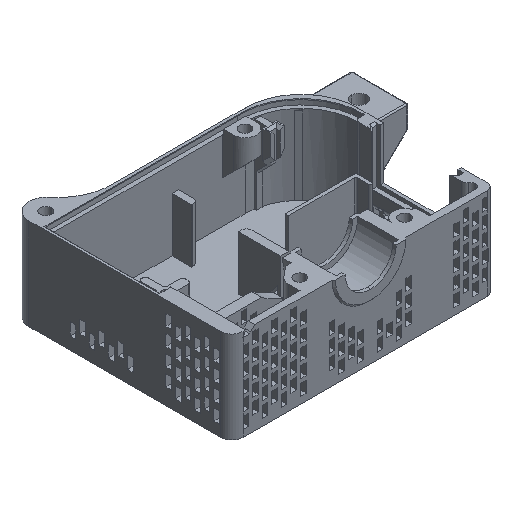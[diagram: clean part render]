
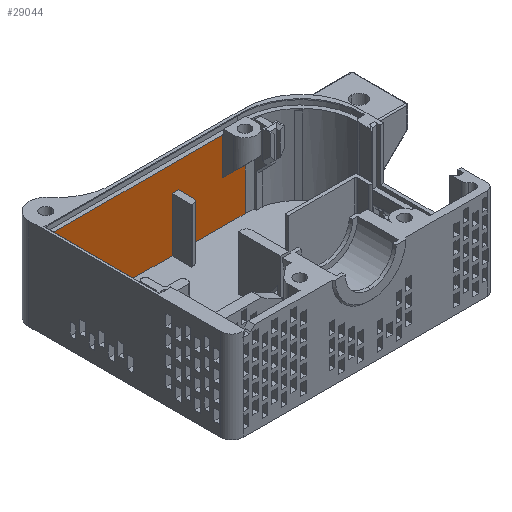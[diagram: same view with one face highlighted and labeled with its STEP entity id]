
A CAD part, isometric view. The second image highlights one B-rep face of the part: STEP entity #29044.
In plain terms, the highlighted planar face has unit normal (0, -1, 0).
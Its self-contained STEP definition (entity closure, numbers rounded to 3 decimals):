
#6 = CARTESIAN_POINT ( 'NONE',  ( 0., 66., -1.9 ) ) ;
#337 = VECTOR ( 'NONE', #7462, 1000. ) ;
#418 = VECTOR ( 'NONE', #24975, 1000. ) ;
#496 = VECTOR ( 'NONE', #2676, 1000. ) ;
#558 = EDGE_CURVE ( 'NONE', #15067, #9054, #30995, .T. ) ;
#754 = EDGE_LOOP ( 'NONE', ( #7781, #5164, #22960, #27590, #17287, #18364, #21975, #18376, #15495, #3544 ) ) ;
#1424 = CARTESIAN_POINT ( 'NONE',  ( -46.3, 66., -30.15 ) ) ;
#1465 = LINE ( 'NONE', #12666, #14684 ) ;
#1759 = CARTESIAN_POINT ( 'NONE',  ( 14., 66., -1.9 ) ) ;
#2565 = LINE ( 'NONE', #16248, #418 ) ;
#2676 = DIRECTION ( 'NONE',  ( 1., 0., 0. ) ) ;
#2680 = EDGE_CURVE ( 'NONE', #4191, #33619, #2565, .T. ) ;
#3465 = DIRECTION ( 'NONE',  ( 0., 0., 1. ) ) ;
#3544 = ORIENTED_EDGE ( 'NONE', *, *, #16852, .F. ) ;
#4191 = VERTEX_POINT ( 'NONE', #16523 ) ;
#4383 = EDGE_CURVE ( 'NONE', #26034, #15639, #8384, .T. ) ;
#5164 = ORIENTED_EDGE ( 'NONE', *, *, #10621, .F. ) ;
#5263 = CARTESIAN_POINT ( 'NONE',  ( 22., 66., -15.15 ) ) ;
#5318 = LINE ( 'NONE', #16308, #14148 ) ;
#5775 = CARTESIAN_POINT ( 'NONE',  ( 14., 66., -15.15 ) ) ;
#5940 = LINE ( 'NONE', #29085, #14121 ) ;
#5994 = FACE_OUTER_BOUND ( 'NONE', #754, .T. ) ;
#6615 = AXIS2_PLACEMENT_3D ( 'NONE', #24928, #36505, #12793 ) ;
#7462 = DIRECTION ( 'NONE',  ( 0., 0., -1. ) ) ;
#7580 = VECTOR ( 'NONE', #22449, 1000. ) ;
#7781 = ORIENTED_EDGE ( 'NONE', *, *, #4383, .F. ) ;
#8384 = LINE ( 'NONE', #6, #496 ) ;
#8423 = LINE ( 'NONE', #14293, #36063 ) ;
#9054 = VERTEX_POINT ( 'NONE', #14945 ) ;
#9251 = EDGE_CURVE ( 'NONE', #15067, #21107, #1465, .T. ) ;
#10328 = PLANE ( 'NONE',  #6615 ) ;
#10621 = EDGE_CURVE ( 'NONE', #14257, #26034, #5940, .T. ) ;
#10866 = LINE ( 'NONE', #37238, #18294 ) ;
#11033 = DIRECTION ( 'NONE',  ( 0., 0., -1. ) ) ;
#11452 = VERTEX_POINT ( 'NONE', #14323 ) ;
#12003 = EDGE_CURVE ( 'NONE', #25567, #14257, #15211, .T. ) ;
#12666 = CARTESIAN_POINT ( 'NONE',  ( 0., 66., -15.15 ) ) ;
#12793 = DIRECTION ( 'NONE',  ( 0., 0., -1. ) ) ;
#13737 = DIRECTION ( 'NONE',  ( -1., 0., 0. ) ) ;
#14121 = VECTOR ( 'NONE', #3465, 1000. ) ;
#14148 = VECTOR ( 'NONE', #30764, 1000. ) ;
#14257 = VERTEX_POINT ( 'NONE', #1424 ) ;
#14293 = CARTESIAN_POINT ( 'NONE',  ( 0., 66., -30.15 ) ) ;
#14323 = CARTESIAN_POINT ( 'NONE',  ( -1.5, 66., -30.15 ) ) ;
#14684 = VECTOR ( 'NONE', #30147, 1000. ) ;
#14945 = CARTESIAN_POINT ( 'NONE',  ( 22., 66., -30.15 ) ) ;
#15067 = VERTEX_POINT ( 'NONE', #5263 ) ;
#15211 = LINE ( 'NONE', #15603, #21388 ) ;
#15495 = ORIENTED_EDGE ( 'NONE', *, *, #9251, .T. ) ;
#15603 = CARTESIAN_POINT ( 'NONE',  ( 0., 66., -30.15 ) ) ;
#15639 = VERTEX_POINT ( 'NONE', #1759 ) ;
#16248 = CARTESIAN_POINT ( 'NONE',  ( 0., 66., -11. ) ) ;
#16308 = CARTESIAN_POINT ( 'NONE',  ( -1.5, 66., 0. ) ) ;
#16523 = CARTESIAN_POINT ( 'NONE',  ( -3.9, 66., -11. ) ) ;
#16852 = EDGE_CURVE ( 'NONE', #15639, #21107, #10866, .T. ) ;
#17195 = CARTESIAN_POINT ( 'NONE',  ( -46.3, 66., -1.9 ) ) ;
#17287 = ORIENTED_EDGE ( 'NONE', *, *, #2680, .T. ) ;
#17431 = CARTESIAN_POINT ( 'NONE',  ( -3.9, 66., -30.15 ) ) ;
#18294 = VECTOR ( 'NONE', #11033, 1000. ) ;
#18364 = ORIENTED_EDGE ( 'NONE', *, *, #34693, .T. ) ;
#18376 = ORIENTED_EDGE ( 'NONE', *, *, #558, .F. ) ;
#21073 = EDGE_CURVE ( 'NONE', #9054, #11452, #8423, .T. ) ;
#21107 = VERTEX_POINT ( 'NONE', #5775 ) ;
#21388 = VECTOR ( 'NONE', #27007, 1000. ) ;
#21975 = ORIENTED_EDGE ( 'NONE', *, *, #21073, .F. ) ;
#22054 = CARTESIAN_POINT ( 'NONE',  ( -1.5, 66., -11. ) ) ;
#22449 = DIRECTION ( 'NONE',  ( 0., 0., -1. ) ) ;
#22960 = ORIENTED_EDGE ( 'NONE', *, *, #12003, .F. ) ;
#24928 = CARTESIAN_POINT ( 'NONE',  ( 0., 66., 0. ) ) ;
#24975 = DIRECTION ( 'NONE',  ( 1., 0., 0. ) ) ;
#25062 = EDGE_CURVE ( 'NONE', #4191, #25567, #30433, .T. ) ;
#25567 = VERTEX_POINT ( 'NONE', #17431 ) ;
#26034 = VERTEX_POINT ( 'NONE', #17195 ) ;
#27007 = DIRECTION ( 'NONE',  ( -1., 0., 0. ) ) ;
#27590 = ORIENTED_EDGE ( 'NONE', *, *, #25062, .F. ) ;
#29044 = ADVANCED_FACE ( 'NONE', ( #5994 ), #10328, .F. ) ;
#29085 = CARTESIAN_POINT ( 'NONE',  ( -46.3, 66., 0. ) ) ;
#30147 = DIRECTION ( 'NONE',  ( -1., 0., 0. ) ) ;
#30433 = LINE ( 'NONE', #33844, #337 ) ;
#30764 = DIRECTION ( 'NONE',  ( 0., 0., -1. ) ) ;
#30995 = LINE ( 'NONE', #34581, #7580 ) ;
#33619 = VERTEX_POINT ( 'NONE', #22054 ) ;
#33844 = CARTESIAN_POINT ( 'NONE',  ( -3.9, 66., 0. ) ) ;
#34581 = CARTESIAN_POINT ( 'NONE',  ( 22., 66., -15.15 ) ) ;
#34693 = EDGE_CURVE ( 'NONE', #33619, #11452, #5318, .T. ) ;
#36063 = VECTOR ( 'NONE', #13737, 1000. ) ;
#36505 = DIRECTION ( 'NONE',  ( 0., 1., 0. ) ) ;
#37238 = CARTESIAN_POINT ( 'NONE',  ( 14., 66., 0. ) ) ;
